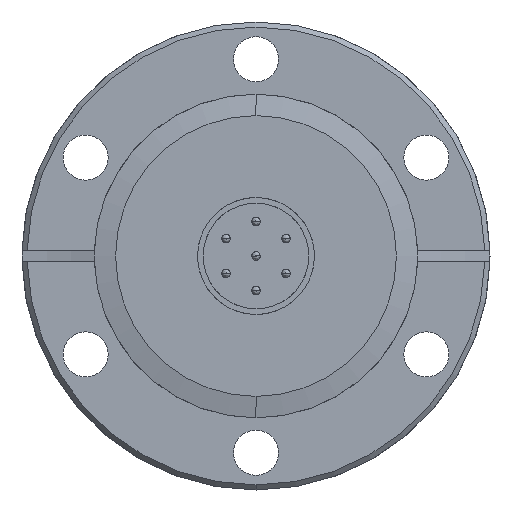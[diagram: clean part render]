
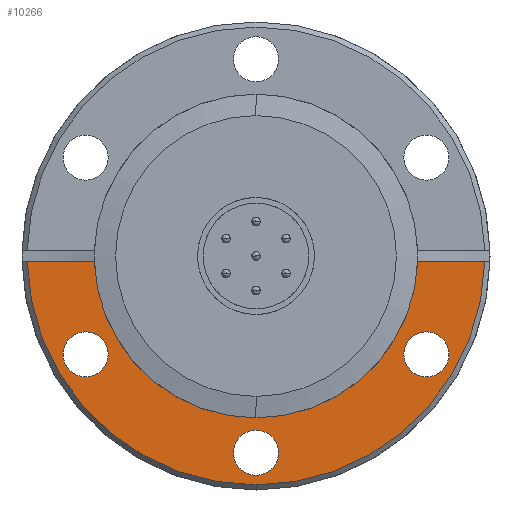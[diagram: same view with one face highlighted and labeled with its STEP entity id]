
A CAD part, front view. The second image highlights one B-rep face of the part: STEP entity #10266.
In plain terms, the highlighted planar face has unit normal (0, -1, 0).
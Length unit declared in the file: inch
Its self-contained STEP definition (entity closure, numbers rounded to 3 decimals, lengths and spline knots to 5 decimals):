
#1342 = DIRECTION ( 'NONE',  ( 0., -1., 0. ) ) ;
#1345 = CARTESIAN_POINT ( 'NONE',  ( 1.345, 0.67312, 0. ) ) ;
#1347 = PLANE ( 'NONE',  #14321 ) ;
#1348 = DIRECTION ( 'NONE',  ( 0., 0., 1. ) ) ;
#4027 = EDGE_LOOP ( 'NONE', ( #8270, #8267 ) ) ;
#4035 = EDGE_LOOP ( 'NONE', ( #8261, #8259 ) ) ;
#4039 = EDGE_LOOP ( 'NONE', ( #8265, #8263 ) ) ;
#4064 = EDGE_LOOP ( 'NONE', ( #8257, #8254, #8252, #8250, #8248, #8246 ) ) ;
#8246 = ORIENTED_EDGE ( 'NONE', *, *, #9459, .F. ) ;
#8248 = ORIENTED_EDGE ( 'NONE', *, *, #9693, .F. ) ;
#8250 = ORIENTED_EDGE ( 'NONE', *, *, #9465, .T. ) ;
#8252 = ORIENTED_EDGE ( 'NONE', *, *, #9469, .T. ) ;
#8254 = ORIENTED_EDGE ( 'NONE', *, *, #9475, .T. ) ;
#8257 = ORIENTED_EDGE ( 'NONE', *, *, #9474, .F. ) ;
#8259 = ORIENTED_EDGE ( 'NONE', *, *, #9436, .F. ) ;
#8261 = ORIENTED_EDGE ( 'NONE', *, *, #9473, .F. ) ;
#8263 = ORIENTED_EDGE ( 'NONE', *, *, #9432, .F. ) ;
#8265 = ORIENTED_EDGE ( 'NONE', *, *, #9472, .F. ) ;
#8267 = ORIENTED_EDGE ( 'NONE', *, *, #9416, .F. ) ;
#8270 = ORIENTED_EDGE ( 'NONE', *, *, #9471, .F. ) ;
#8710 = VERTEX_POINT ( 'NONE', #13202 ) ;
#8716 = VERTEX_POINT ( 'NONE', #13208 ) ;
#8717 = VERTEX_POINT ( 'NONE', #13209 ) ;
#8718 = VERTEX_POINT ( 'NONE', #13210 ) ;
#8720 = VERTEX_POINT ( 'NONE', #13212 ) ;
#8722 = VERTEX_POINT ( 'NONE', #13214 ) ;
#8736 = VERTEX_POINT ( 'NONE', #13228 ) ;
#8737 = VERTEX_POINT ( 'NONE', #13229 ) ;
#8740 = VERTEX_POINT ( 'NONE', #13232 ) ;
#8741 = VERTEX_POINT ( 'NONE', #13233 ) ;
#8756 = VERTEX_POINT ( 'NONE', #13248 ) ;
#8757 = VERTEX_POINT ( 'NONE', #13249 ) ;
#9416 = EDGE_CURVE ( 'NONE', #8757, #8756, #12355, .T. ) ;
#9432 = EDGE_CURVE ( 'NONE', #8741, #8740, #12379, .T. ) ;
#9436 = EDGE_CURVE ( 'NONE', #8737, #8736, #12385, .T. ) ;
#9459 = EDGE_CURVE ( 'NONE', #8720, #8718, #12417, .T. ) ;
#9465 = EDGE_CURVE ( 'NONE', #8716, #8722, #12425, .T. ) ;
#9469 = EDGE_CURVE ( 'NONE', #8717, #8716, #12434, .T. ) ;
#9471 = EDGE_CURVE ( 'NONE', #8756, #8757, #12435, .T. ) ;
#9472 = EDGE_CURVE ( 'NONE', #8740, #8741, #12433, .T. ) ;
#9473 = EDGE_CURVE ( 'NONE', #8736, #8737, #12436, .T. ) ;
#9474 = EDGE_CURVE ( 'NONE', #8710, #8720, #12437, .T. ) ;
#9475 = EDGE_CURVE ( 'NONE', #8710, #8717, #12438, .T. ) ;
#9693 = EDGE_CURVE ( 'NONE', #8718, #8722, #12686, .T. ) ;
#10266 = ADVANCED_FACE ( 'NONE', ( #16455, #16467, #16459, #16463 ), #1347, .T. ) ;
#10955 = AXIS2_PLACEMENT_3D ( 'NONE', #13708, #13709, #13710 ) ;
#10963 = AXIS2_PLACEMENT_3D ( 'NONE', #13748, #13749, #13750 ) ;
#10965 = AXIS2_PLACEMENT_3D ( 'NONE', #13758, #13759, #13760 ) ;
#10975 = AXIS2_PLACEMENT_3D ( 'NONE', #13818, #13819, #13820 ) ;
#10977 = AXIS2_PLACEMENT_3D ( 'NONE', #13832, #13833, #13834 ) ;
#10979 = AXIS2_PLACEMENT_3D ( 'NONE', #13844, #13845, #13846 ) ;
#10980 = AXIS2_PLACEMENT_3D ( 'NONE', #13849, #13850, #13851 ) ;
#10981 = AXIS2_PLACEMENT_3D ( 'NONE', #13852, #13853, #13854 ) ;
#10982 = AXIS2_PLACEMENT_3D ( 'NONE', #13857, #13858, #13859 ) ;
#10983 = AXIS2_PLACEMENT_3D ( 'NONE', #13861, #13862, #13863 ) ;
#12355 = CIRCLE ( 'NONE', #10955, 0.1325 ) ;
#12379 = CIRCLE ( 'NONE', #10963, 0.1325 ) ;
#12385 = CIRCLE ( 'NONE', #10965, 0.1325 ) ;
#12417 = CIRCLE ( 'NONE', #10975, 0.951 ) ;
#12425 = CIRCLE ( 'NONE', #10977, 1.345 ) ;
#12433 = CIRCLE ( 'NONE', #10981, 0.1325 ) ;
#12434 = CIRCLE ( 'NONE', #10979, 1.345 ) ;
#12435 = CIRCLE ( 'NONE', #10980, 0.1325 ) ;
#12436 = CIRCLE ( 'NONE', #10982, 0.1325 ) ;
#12437 = CIRCLE ( 'NONE', #10983, 0.951 ) ;
#12438 = LINE ( 'NONE', #13855, #12440 ) ;
#12440 = VECTOR ( 'NONE', #13856, 39.37008 ) ;
#12684 = VECTOR ( 'NONE', #14885, 39.37008 ) ;
#12686 = LINE ( 'NONE', #14887, #12684 ) ;
#13202 = CARTESIAN_POINT ( 'NONE',  ( -0.95049, 0.67312, -0.031 ) ) ;
#13208 = CARTESIAN_POINT ( 'NONE',  ( 0., 0.67312, -1.345 ) ) ;
#13209 = CARTESIAN_POINT ( 'NONE',  ( -1.34464, 0.67312, -0.031 ) ) ;
#13210 = CARTESIAN_POINT ( 'NONE',  ( 0.95049, 0.67312, -0.031 ) ) ;
#13212 = CARTESIAN_POINT ( 'NONE',  ( 0., 0.67312, -0.951 ) ) ;
#13214 = CARTESIAN_POINT ( 'NONE',  ( 1.34464, 0.67312, -0.031 ) ) ;
#13228 = CARTESIAN_POINT ( 'NONE',  ( 0., 0.67312, -1.0235 ) ) ;
#13229 = CARTESIAN_POINT ( 'NONE',  ( 0., 0.67312, -1.2885 ) ) ;
#13232 = CARTESIAN_POINT ( 'NONE',  ( -1.00113, 0.67312, -0.4455 ) ) ;
#13233 = CARTESIAN_POINT ( 'NONE',  ( -1.00113, 0.67312, -0.7105 ) ) ;
#13248 = CARTESIAN_POINT ( 'NONE',  ( 1.00113, 0.67312, -0.4455 ) ) ;
#13249 = CARTESIAN_POINT ( 'NONE',  ( 1.00113, 0.67312, -0.7105 ) ) ;
#13708 = CARTESIAN_POINT ( 'NONE',  ( 1.00113, 0.67312, -0.578 ) ) ;
#13709 = DIRECTION ( 'NONE',  ( 0., -1., 0. ) ) ;
#13710 = DIRECTION ( 'NONE',  ( -0.866, 0., 0.5 ) ) ;
#13748 = CARTESIAN_POINT ( 'NONE',  ( -1.00113, 0.67312, -0.578 ) ) ;
#13749 = DIRECTION ( 'NONE',  ( 0., -1., 0. ) ) ;
#13750 = DIRECTION ( 'NONE',  ( 0.866, 0., 0.5 ) ) ;
#13758 = CARTESIAN_POINT ( 'NONE',  ( 0., 0.67312, -1.156 ) ) ;
#13759 = DIRECTION ( 'NONE',  ( 0., -1., 0. ) ) ;
#13760 = DIRECTION ( 'NONE',  ( 0., 0., 1. ) ) ;
#13818 = CARTESIAN_POINT ( 'NONE',  ( 0., 0.67312, 0. ) ) ;
#13819 = DIRECTION ( 'NONE',  ( 0., -1., 0. ) ) ;
#13820 = DIRECTION ( 'NONE',  ( 0., 0., 1. ) ) ;
#13832 = CARTESIAN_POINT ( 'NONE',  ( 0., 0.67312, 0. ) ) ;
#13833 = DIRECTION ( 'NONE',  ( 0., -1., 0. ) ) ;
#13834 = DIRECTION ( 'NONE',  ( 0., 0., 1. ) ) ;
#13844 = CARTESIAN_POINT ( 'NONE',  ( 0., 0.67312, 0. ) ) ;
#13845 = DIRECTION ( 'NONE',  ( 0., -1., 0. ) ) ;
#13846 = DIRECTION ( 'NONE',  ( 0., 0., 1. ) ) ;
#13849 = CARTESIAN_POINT ( 'NONE',  ( 1.00113, 0.67312, -0.578 ) ) ;
#13850 = DIRECTION ( 'NONE',  ( 0., -1., 0. ) ) ;
#13851 = DIRECTION ( 'NONE',  ( -0.866, 0., 0.5 ) ) ;
#13852 = CARTESIAN_POINT ( 'NONE',  ( -1.00113, 0.67312, -0.578 ) ) ;
#13853 = DIRECTION ( 'NONE',  ( 0., -1., 0. ) ) ;
#13854 = DIRECTION ( 'NONE',  ( 0.866, 0., 0.5 ) ) ;
#13855 = CARTESIAN_POINT ( 'NONE',  ( 1.345, 0.67312, -0.031 ) ) ;
#13856 = DIRECTION ( 'NONE',  ( -1., 0., 0. ) ) ;
#13857 = CARTESIAN_POINT ( 'NONE',  ( 0., 0.67312, -1.156 ) ) ;
#13858 = DIRECTION ( 'NONE',  ( 0., -1., 0. ) ) ;
#13859 = DIRECTION ( 'NONE',  ( 0., 0., 1. ) ) ;
#13861 = CARTESIAN_POINT ( 'NONE',  ( 0., 0.67312, 0. ) ) ;
#13862 = DIRECTION ( 'NONE',  ( 0., -1., 0. ) ) ;
#13863 = DIRECTION ( 'NONE',  ( 0., 0., 1. ) ) ;
#14321 = AXIS2_PLACEMENT_3D ( 'NONE', #1345, #1342, #1348 ) ;
#14885 = DIRECTION ( 'NONE',  ( 1., 0., 0. ) ) ;
#14887 = CARTESIAN_POINT ( 'NONE',  ( 1.345, 0.67312, -0.031 ) ) ;
#16455 = FACE_BOUND ( 'NONE', #4027, .T. ) ;
#16459 = FACE_BOUND ( 'NONE', #4035, .T. ) ;
#16463 = FACE_OUTER_BOUND ( 'NONE', #4064, .T. ) ;
#16467 = FACE_BOUND ( 'NONE', #4039, .T. ) ;
